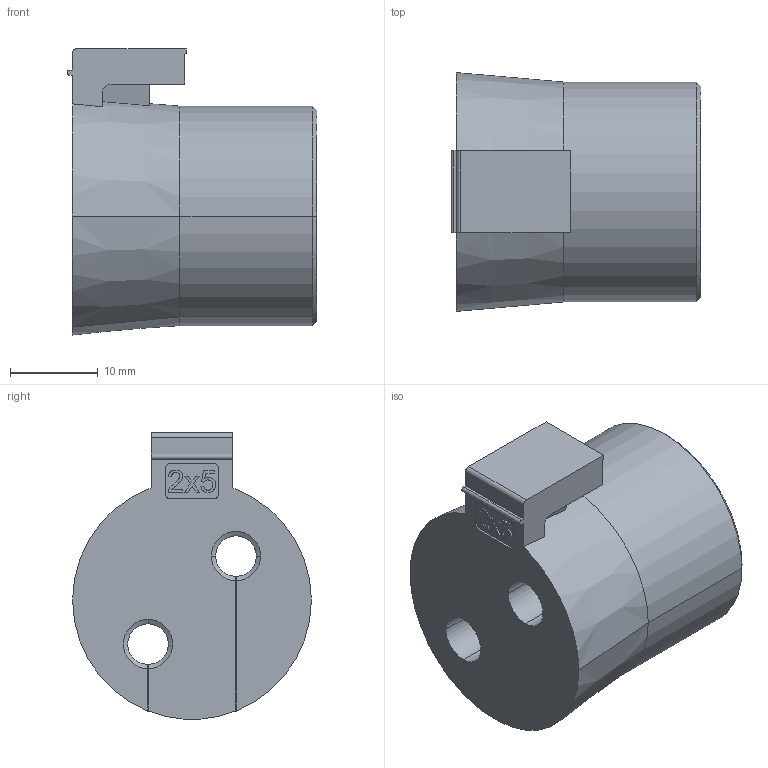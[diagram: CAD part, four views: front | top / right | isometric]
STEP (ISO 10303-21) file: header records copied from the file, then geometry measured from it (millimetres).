
FILE_DESCRIPTION (( 'STEP AP203' ), '1' );
FILE_NAME ('568411.step', '2019-11-21T17:31:27', ( '' ), ( '' ), 'SwSTEP 2.0', 'SolidWorks 2019', '' );
FILE_SCHEMA (( 'CONFIG_CONTROL_DESIGN' ));
Length unit declared in the file: inch
Products named in the file (1): 568411
Bounding box: 28.4 x 27.14 x 32.53 mm (x, y, z)
Volume: 13399.9 mm3; surface area: 5544 mm2
Topology: 1 solids, 1 shells, 117 faces, 325 edges, 214 vertices
Faces by surface type: plane 53, cylinder 27, bspline 20, cone 17
Entity records: 3942 total; most frequent: CARTESIAN_POINT 973, ORIENTED_EDGE 650, DIRECTION 533, EDGE_CURVE 325, VERTEX_POINT 214, VECTOR 197, LINE 197, AXIS2_PLACEMENT_3D 168
